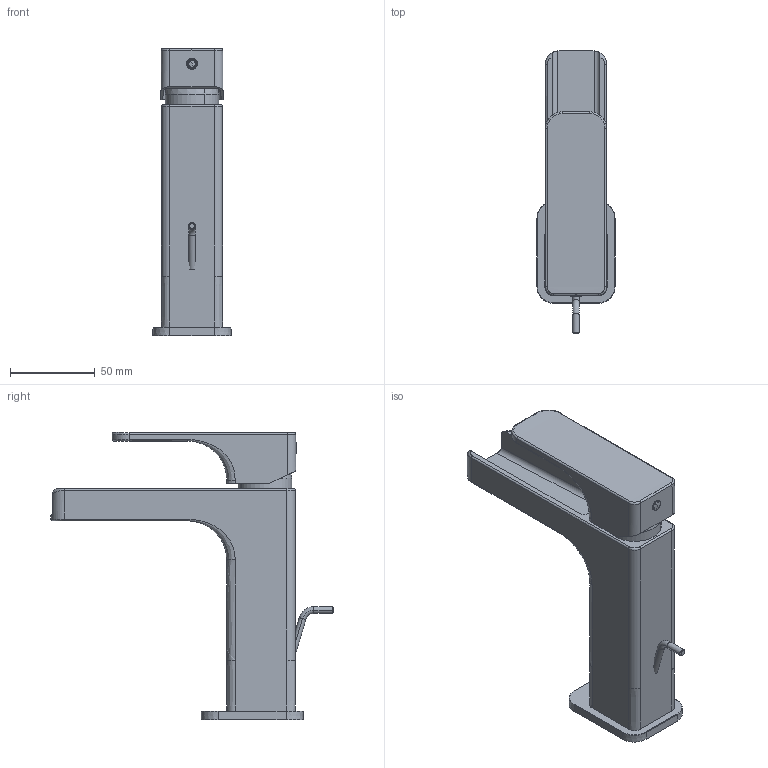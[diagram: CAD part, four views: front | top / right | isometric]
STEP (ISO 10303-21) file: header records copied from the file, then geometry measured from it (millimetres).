
FILE_DESCRIPTION(('CATIA V5 STEP Exchange'),'2;1');
FILE_NAME('CU00C490 x rendering.stp','2018-02-08T13:05:53+00:00',('none'),('none'),'Version 5-6 Release 2013','CATIA V5 STEP AP203','none');
FILE_SCHEMA(('CONFIG_CONTROL_DESIGN'));
Length unit declared in the file: millimetre
Products named in the file (1): CA00C49521_AllCATPart
Bounding box: 46 x 166.14 x 169.1 mm (x, y, z)
Volume: 134063.2 mm3; surface area: 78782.1 mm2
Topology: 6 solids, 6 shells, 658 faces, 1588 edges, 899 vertices
Faces by surface type: cylinder 236, plane 141, bspline 104, torus 70, cone 57, sphere 40, revolution 6, extrusion 4
Entity records: 25307 total; most frequent: CARTESIAN_POINT 12028, ORIENTED_EDGE 3068, DIRECTION 2021, EDGE_CURVE 1534, AXIS2_PLACEMENT_3D 999, VERTEX_POINT 899, EDGE_LOOP 683, ADVANCED_FACE 658
